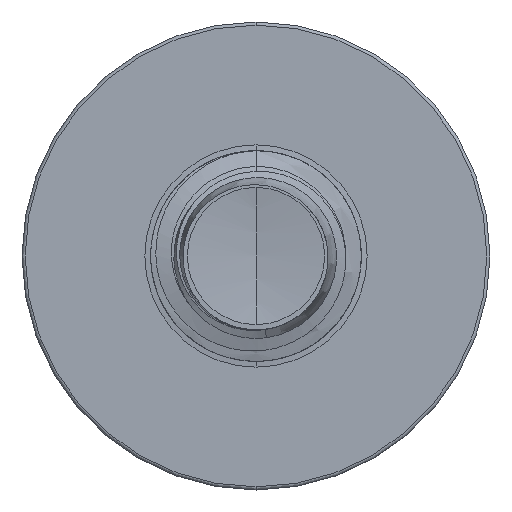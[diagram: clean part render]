
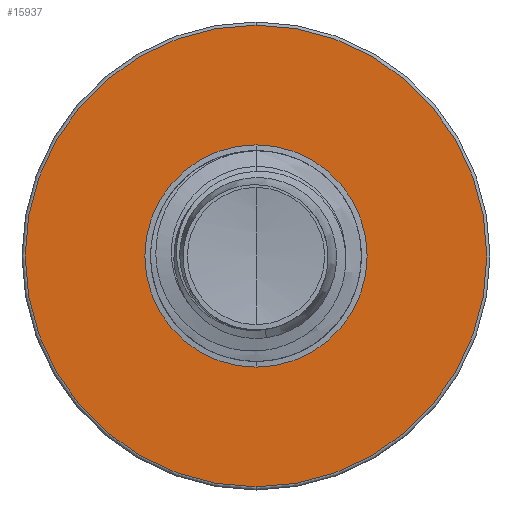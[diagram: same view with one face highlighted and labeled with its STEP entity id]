
A CAD part, front view. The second image highlights one B-rep face of the part: STEP entity #15937.
In plain terms, the highlighted planar face has unit normal (0, -1, 0).
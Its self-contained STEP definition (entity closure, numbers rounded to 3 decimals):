
#14 = DIRECTION ( 'NONE',  ( 0., 0., 1. ) ) ;
#97 = DIRECTION ( 'NONE',  ( 0., 1., 0. ) ) ;
#286 = FACE_BOUND ( 'NONE', #24021, .T. ) ;
#3146 = VERTEX_POINT ( 'NONE', #26479 ) ;
#4030 = ORIENTED_EDGE ( 'NONE', *, *, #31440, .F. ) ;
#4316 = ORIENTED_EDGE ( 'NONE', *, *, #26064, .F. ) ;
#7613 = CARTESIAN_POINT ( 'NONE',  ( 0., 25., 0. ) ) ;
#9770 = ORIENTED_EDGE ( 'NONE', *, *, #35732, .T. ) ;
#10531 = CIRCLE ( 'NONE', #39177, 2.375 ) ;
#10926 = AXIS2_PLACEMENT_3D ( 'NONE', #25650, #20744, #39350 ) ;
#10991 = AXIS2_PLACEMENT_3D ( 'NONE', #14211, #33772, #17686 ) ;
#11288 = DIRECTION ( 'NONE',  ( 0., 0., 1. ) ) ;
#14211 = CARTESIAN_POINT ( 'NONE',  ( 0., 25., 0. ) ) ;
#15937 = ADVANCED_FACE ( 'NONE', ( #26807, #286 ), #36126, .F. ) ;
#16403 = VERTEX_POINT ( 'NONE', #27251 ) ;
#16617 = CIRCLE ( 'NONE', #24010, 2.375 ) ;
#17686 = DIRECTION ( 'NONE',  ( 0., 0., 1. ) ) ;
#18274 = CARTESIAN_POINT ( 'NONE',  ( 0., 25., 2.375 ) ) ;
#20744 = DIRECTION ( 'NONE',  ( 0., 1., 0. ) ) ;
#21121 = DIRECTION ( 'NONE',  ( 0., 1., 0. ) ) ;
#21188 = CARTESIAN_POINT ( 'NONE',  ( 0., 25., 0. ) ) ;
#22254 = EDGE_LOOP ( 'NONE', ( #4030, #4316 ) ) ;
#22506 = CIRCLE ( 'NONE', #38895, 4.933 ) ;
#22806 = VERTEX_POINT ( 'NONE', #18274 ) ;
#24010 = AXIS2_PLACEMENT_3D ( 'NONE', #7613, #29336, #11288 ) ;
#24021 = EDGE_LOOP ( 'NONE', ( #35708, #9770 ) ) ;
#24036 = DIRECTION ( 'NONE',  ( 0., 0., 1. ) ) ;
#25650 = CARTESIAN_POINT ( 'NONE',  ( 0., 25., -2.375 ) ) ;
#26064 = EDGE_CURVE ( 'NONE', #37460, #16403, #22506, .T. ) ;
#26479 = CARTESIAN_POINT ( 'NONE',  ( 0., 25., -2.375 ) ) ;
#26807 = FACE_OUTER_BOUND ( 'NONE', #22254, .T. ) ;
#27251 = CARTESIAN_POINT ( 'NONE',  ( 0., 25., 4.933 ) ) ;
#29336 = DIRECTION ( 'NONE',  ( 0., 1., 0. ) ) ;
#31440 = EDGE_CURVE ( 'NONE', #16403, #37460, #39437, .T. ) ;
#31662 = EDGE_CURVE ( 'NONE', #22806, #3146, #16617, .T. ) ;
#33772 = DIRECTION ( 'NONE',  ( 0., 1., 0. ) ) ;
#35708 = ORIENTED_EDGE ( 'NONE', *, *, #31662, .T. ) ;
#35732 = EDGE_CURVE ( 'NONE', #3146, #22806, #10531, .T. ) ;
#36126 = PLANE ( 'NONE',  #10926 ) ;
#36718 = CARTESIAN_POINT ( 'NONE',  ( 0., 25., 0. ) ) ;
#37460 = VERTEX_POINT ( 'NONE', #37903 ) ;
#37903 = CARTESIAN_POINT ( 'NONE',  ( 0., 25., -4.932 ) ) ;
#38895 = AXIS2_PLACEMENT_3D ( 'NONE', #36718, #21121, #14 ) ;
#39177 = AXIS2_PLACEMENT_3D ( 'NONE', #21188, #97, #24036 ) ;
#39350 = DIRECTION ( 'NONE',  ( 0., 0., 1. ) ) ;
#39437 = CIRCLE ( 'NONE', #10991, 4.933 ) ;
